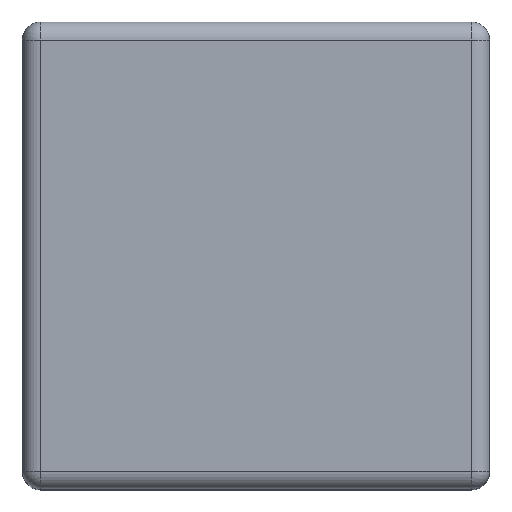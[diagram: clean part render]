
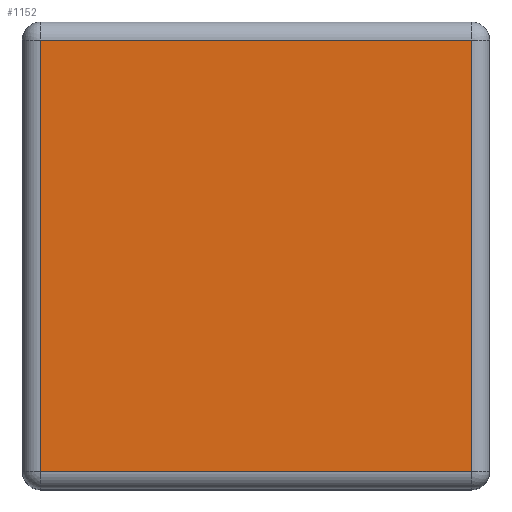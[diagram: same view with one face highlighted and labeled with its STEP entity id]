
A CAD part, top view. The second image highlights one B-rep face of the part: STEP entity #1152.
In plain terms, the highlighted planar face has unit normal (0, 0, 1).
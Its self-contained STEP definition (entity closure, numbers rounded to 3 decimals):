
#118=FACE_OUTER_BOUND('',#184,.T.);
#184=EDGE_LOOP('',(#879,#880,#881,#882));
#258=LINE('',#1832,#398);
#262=LINE('',#1841,#402);
#263=LINE('',#1843,#403);
#268=LINE('',#1853,#408);
#398=VECTOR('',#1497,10.);
#402=VECTOR('',#1507,10.);
#403=VECTOR('',#1510,10.);
#408=VECTOR('',#1521,10.);
#524=VERTEX_POINT('',#1792);
#528=VERTEX_POINT('',#1804);
#532=VERTEX_POINT('',#1812);
#536=VERTEX_POINT('',#1824);
#652=EDGE_CURVE('',#536,#532,#258,.T.);
#657=EDGE_CURVE('',#528,#536,#262,.T.);
#658=EDGE_CURVE('',#532,#524,#263,.T.);
#664=EDGE_CURVE('',#524,#528,#268,.T.);
#879=ORIENTED_EDGE('',*,*,#652,.F.);
#880=ORIENTED_EDGE('',*,*,#657,.F.);
#881=ORIENTED_EDGE('',*,*,#664,.F.);
#882=ORIENTED_EDGE('',*,*,#658,.F.);
#1086=PLANE('',#1334);
#1152=ADVANCED_FACE('',(#118),#1086,.F.);
#1334=AXIS2_PLACEMENT_3D('',#1861,#1532,#1533);
#1497=DIRECTION('',(0.,1.,0.));
#1507=DIRECTION('',(-1.,0.,0.));
#1510=DIRECTION('',(1.,0.,0.));
#1521=DIRECTION('',(0.,-1.,0.));
#1532=DIRECTION('center_axis',(0.,0.,-1.));
#1533=DIRECTION('ref_axis',(1.,0.,0.));
#1792=CARTESIAN_POINT('',(11.95,11.95,24.9));
#1804=CARTESIAN_POINT('',(11.95,-11.95,24.9));
#1812=CARTESIAN_POINT('',(-11.95,11.95,24.9));
#1824=CARTESIAN_POINT('',(-11.95,-11.95,24.9));
#1832=CARTESIAN_POINT('',(-11.95,-9.713,24.9));
#1841=CARTESIAN_POINT('',(6.475,-11.95,24.9));
#1843=CARTESIAN_POINT('',(6.475,11.95,24.9));
#1853=CARTESIAN_POINT('',(11.95,-3.238,24.9));
#1861=CARTESIAN_POINT('Origin',(0.,-6.475,24.9));
